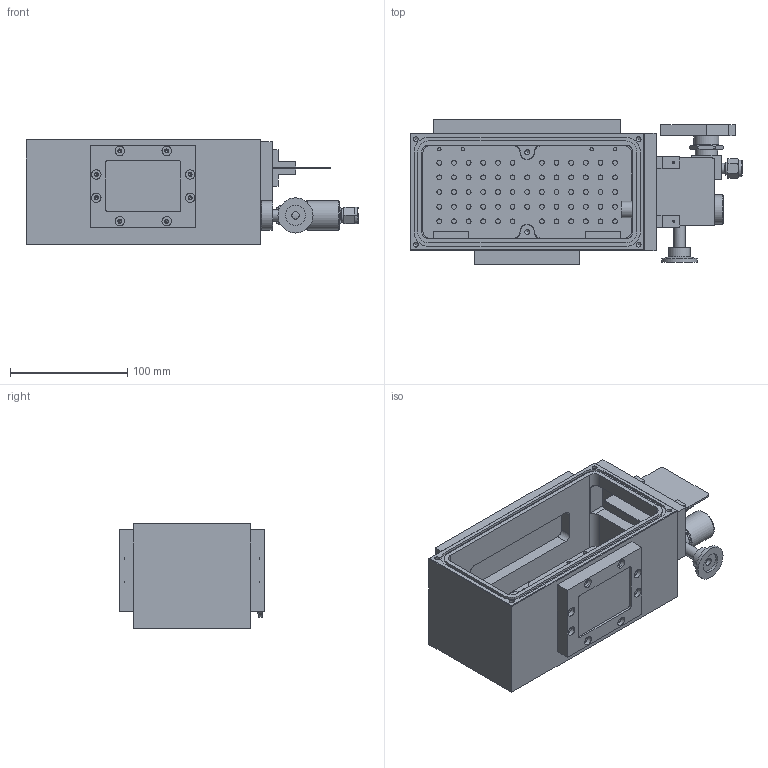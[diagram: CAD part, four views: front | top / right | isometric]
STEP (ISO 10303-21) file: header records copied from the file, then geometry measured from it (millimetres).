
FILE_DESCRIPTION(/* description */ (''),/* implementation_level */ '2;1');
FILE_NAME(/* name */ '20191126_chamberAssembly.stp',/* time_stamp */ '2019-11-26T17:46:25+00:00',/* author */ ('Augustin Zaininger'),/* organization */ (''),/* preprocessor_version */ 'ST-DEVELOPER v16.5',/* originating_system */ 'Autodesk Inventor 2017',/* authorisation */ '');
FILE_SCHEMA (('AUTOMOTIVE_DESIGN { 1 0 10303 214 3 1 1 }'));
Length unit declared in the file: millimetre
Products named in the file (21): 20191126_chamberAssembly; 20180730_boxChamber_jong; 20180730_window_2; 20180810_onePieceWindowClamp_longWindow; 20180730_window_1; 20180810_onePieceWindowClamp_longWindow_1; Assembly1; 20180807_valveStemColar; vacuumValve; 20180807_valveStemCollarOring; SS-6M0-1-M10X10RS_tubeAdapter; SS-401-PC_tubeStub; SS-43GS4_valve; 20191112_breadboard_circuitMounting_assembly; 20190820_breadboardInset_1; 20191112_circuitBoardMountingPlate; 20191126_pcbFeedthrough_mockup; 20191126_pcbFeedthrough; 20191126_pcb_bracket_threaded; 20191126_pcbMockup; 20191126_pcb_bracket_threaded_1
Assembly tree (23 placements, depth 3):
  20191126_chamberAssembly
    20180730_boxChamber_jong
    20180730_window_2
    20180810_onePieceWindowClamp_longWindow
    20180730_window_1
    20180810_onePieceWindowClamp_longWindow_1
    Assembly1
      20180807_valveStemColar
      vacuumValve
      20180807_valveStemCollarOring
    SS-6M0-1-M10X10RS_tubeAdapter
    SS-401-PC_tubeStub
    SS-43GS4_valve
    20191112_breadboard_circuitMounting_assembly
      20190820_breadboardInset_1
      20191112_circuitBoardMountingPlate  x2
    20191126_pcbFeedthrough_mockup
      20191126_pcbFeedthrough
      20191126_pcb_bracket_threaded  x2
      20191126_pcbMockup
      20191126_pcb_bracket_threaded_1  x2
Bounding box: 283.23 x 124 x 90 mm (x, y, z)
Volume: 915511.7 mm3; surface area: 295616 mm2
Topology: 17 solids, 236 shells, 794 faces, 2537 edges, 2042 vertices
Faces by surface type: cylinder 339, plane 294, cone 153, torus 8
Full cylindrical faces by diameter (mm): 1.778 x2, 2.013 x20, 2.459 x20, 2.9 x20, 3 x2, 3.242 x6, 3.4 x22, 3.95 x2, 4.134 x69, 6.35 x2, 8 x18, 8.917 x1, 9.5 x3, 14 x2, 17.2 x1, 18 x1, 23 x1, 25 x3, 30 x1
Entity records: 28946 total; most frequent: CARTESIAN_POINT 8037, DIRECTION 4059, ORIENTED_EDGE 3172, EDGE_CURVE 2037, VERTEX_POINT 1792, AXIS2_PLACEMENT_3D 1616, EDGE_LOOP 1298, LINE 827
